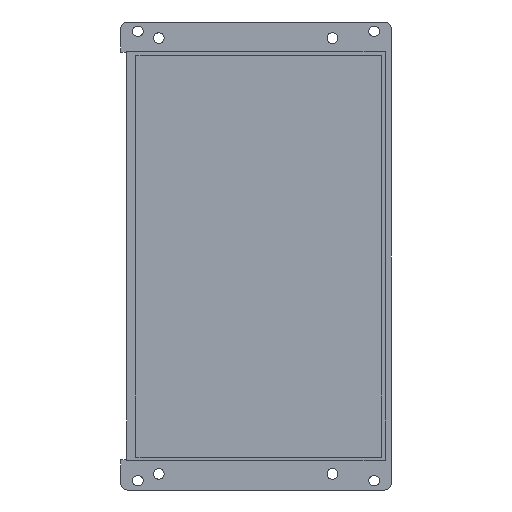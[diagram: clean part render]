
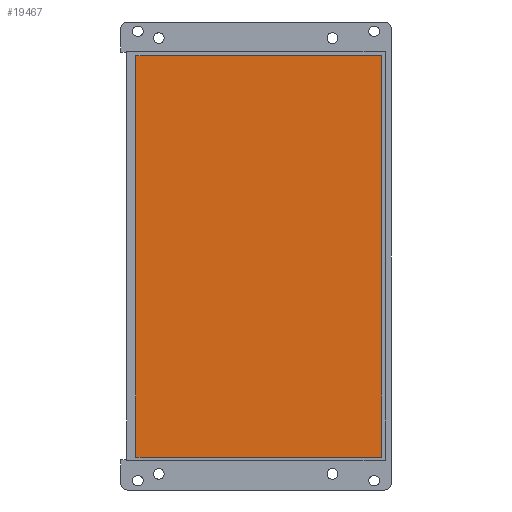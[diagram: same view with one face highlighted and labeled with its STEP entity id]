
A CAD part, front view. The second image highlights one B-rep face of the part: STEP entity #19467.
In plain terms, the highlighted planar face has unit normal (0, -1, 0).
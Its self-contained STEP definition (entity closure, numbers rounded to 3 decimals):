
#593=PLANE('',#20883);
#1495=FACE_OUTER_BOUND('',#2562,.T.);
#2562=EDGE_LOOP('',(#13834,#13835,#13836,#13837));
#3686=LINE('',#27609,#6198);
#3687=LINE('',#27611,#6199);
#3688=LINE('',#27613,#6200);
#3689=LINE('',#27614,#6201);
#6198=VECTOR('',#22404,10.);
#6199=VECTOR('',#22405,10.);
#6200=VECTOR('',#22406,10.);
#6201=VECTOR('',#22407,10.);
#8998=VERTEX_POINT('',#27607);
#8999=VERTEX_POINT('',#27608);
#9000=VERTEX_POINT('',#27610);
#9001=VERTEX_POINT('',#27612);
#10862=EDGE_CURVE('',#8998,#8999,#3686,.T.);
#10863=EDGE_CURVE('',#8999,#9000,#3687,.T.);
#10864=EDGE_CURVE('',#9000,#9001,#3688,.T.);
#10865=EDGE_CURVE('',#9001,#8998,#3689,.T.);
#13834=ORIENTED_EDGE('',*,*,#10862,.T.);
#13835=ORIENTED_EDGE('',*,*,#10863,.T.);
#13836=ORIENTED_EDGE('',*,*,#10864,.T.);
#13837=ORIENTED_EDGE('',*,*,#10865,.T.);
#19467=ADVANCED_FACE('',(#1495),#593,.T.);
#20883=AXIS2_PLACEMENT_3D('',#27606,#22402,#22403);
#22402=DIRECTION('center_axis',(0.,-1.,0.));
#22403=DIRECTION('ref_axis',(0.,0.,-1.));
#22404=DIRECTION('',(-1.,0.,0.));
#22405=DIRECTION('',(0.,0.,-1.));
#22406=DIRECTION('',(1.,0.,0.));
#22407=DIRECTION('',(0.,0.,1.));
#27606=CARTESIAN_POINT('Origin',(-36.75,-1.15,-60.05));
#27607=CARTESIAN_POINT('',(0.,-1.15,0.));
#27608=CARTESIAN_POINT('',(-73.5,-1.15,0.));
#27609=CARTESIAN_POINT('',(0.,-1.15,0.));
#27610=CARTESIAN_POINT('',(-73.5,-1.15,-120.1));
#27611=CARTESIAN_POINT('',(-73.5,-1.15,0.));
#27612=CARTESIAN_POINT('',(0.,-1.15,-120.1));
#27613=CARTESIAN_POINT('',(-73.5,-1.15,-120.1));
#27614=CARTESIAN_POINT('',(0.,-1.15,-120.1));
